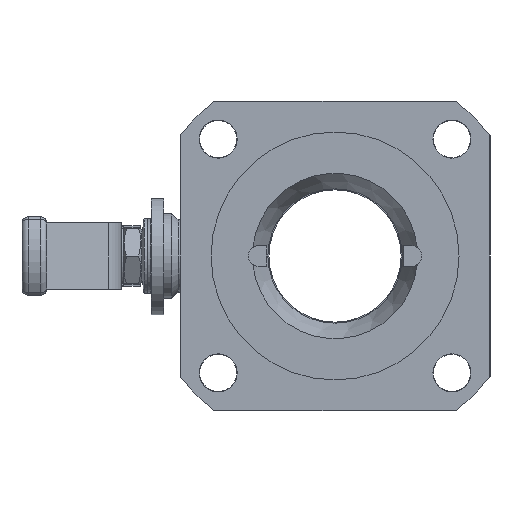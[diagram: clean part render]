
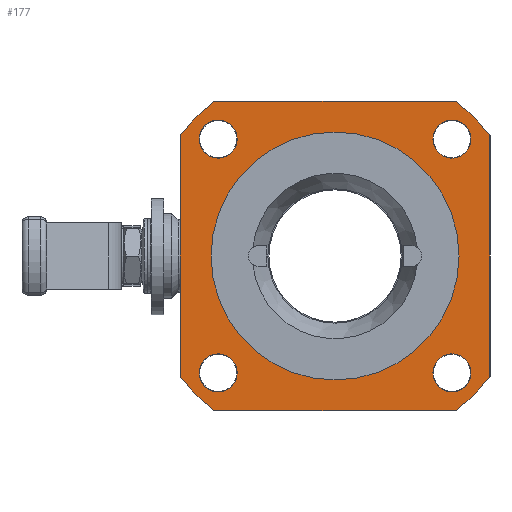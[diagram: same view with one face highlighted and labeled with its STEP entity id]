
A CAD part, left-side view. The second image highlights one B-rep face of the part: STEP entity #177.
In plain terms, the highlighted planar face has unit normal (-1, 0, 0).
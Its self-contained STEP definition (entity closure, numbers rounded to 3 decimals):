
#177=ADVANCED_FACE('',(#2372,#2374,#2376,#2378,#2380,#2382),#2384,.F.);
#2372=FACE_BOUND('',#2373,.T.);
#2373=EDGE_LOOP('',(#4255,#4256,#4257,#4258,#4259,#4260,#4261,#4262));
#2374=FACE_BOUND('',#2375,.T.);
#2375=EDGE_LOOP('',(#4263));
#2376=FACE_BOUND('',#2377,.T.);
#2377=EDGE_LOOP('',(#4264));
#2378=FACE_BOUND('',#2379,.T.);
#2379=EDGE_LOOP('',(#4265));
#2380=FACE_BOUND('',#2381,.T.);
#2381=EDGE_LOOP('',(#4266));
#2382=FACE_BOUND('',#2383,.T.);
#2383=EDGE_LOOP('',(#4267));
#2384=PLANE('',#2385);
#2385=AXIS2_PLACEMENT_3D('',#2386,#2387,#2388);
#2386=CARTESIAN_POINT('',(-60.,0.,0.));
#2387=DIRECTION('',(1.,0.,0.));
#2388=DIRECTION('',(0.,1.,0.));
#4255=ORIENTED_EDGE('',*,*,#5231,.F.);
#4256=ORIENTED_EDGE('',*,*,#5232,.F.);
#4257=ORIENTED_EDGE('',*,*,#5233,.F.);
#4258=ORIENTED_EDGE('',*,*,#5234,.F.);
#4259=ORIENTED_EDGE('',*,*,#5235,.F.);
#4260=ORIENTED_EDGE('',*,*,#5236,.F.);
#4261=ORIENTED_EDGE('',*,*,#5237,.F.);
#4262=ORIENTED_EDGE('',*,*,#5238,.F.);
#4263=ORIENTED_EDGE('',*,*,#5200,.T.);
#4264=ORIENTED_EDGE('',*,*,#5239,.T.);
#4265=ORIENTED_EDGE('',*,*,#5240,.T.);
#4266=ORIENTED_EDGE('',*,*,#5241,.T.);
#4267=ORIENTED_EDGE('',*,*,#5242,.T.);
#5200=EDGE_CURVE('',#5693,#5693,#5694,.F.);
#5231=EDGE_CURVE('',#5755,#5756,#5757,.T.);
#5232=EDGE_CURVE('',#5758,#5755,#5759,.T.);
#5233=EDGE_CURVE('',#5760,#5758,#5761,.T.);
#5234=EDGE_CURVE('',#5762,#5760,#5763,.T.);
#5235=EDGE_CURVE('',#5764,#5762,#5765,.T.);
#5236=EDGE_CURVE('',#5766,#5764,#5767,.T.);
#5237=EDGE_CURVE('',#5768,#5766,#5769,.T.);
#5238=EDGE_CURVE('',#5756,#5768,#5770,.T.);
#5239=EDGE_CURVE('',#5771,#5771,#5772,.F.);
#5240=EDGE_CURVE('',#5773,#5773,#5774,.F.);
#5241=EDGE_CURVE('',#5775,#5775,#5776,.F.);
#5242=EDGE_CURVE('',#5777,#5777,#5778,.F.);
#5693=VERTEX_POINT('',#6541);
#5694=CIRCLE('',#6542,60.);
#5755=VERTEX_POINT('',#6785);
#5756=VERTEX_POINT('',#6786);
#5757=CIRCLE('',#6787,95.);
#5758=VERTEX_POINT('',#6791);
#5759=LINE('',#6792,#6793);
#5760=VERTEX_POINT('',#6795);
#5761=CIRCLE('',#6796,95.);
#5762=VERTEX_POINT('',#6800);
#5763=LINE('',#6801,#6802);
#5764=VERTEX_POINT('',#6804);
#5765=CIRCLE('',#6805,95.);
#5766=VERTEX_POINT('',#6809);
#5767=LINE('',#6810,#6811);
#5768=VERTEX_POINT('',#6813);
#5769=CIRCLE('',#6814,95.);
#5770=LINE('',#6818,#6819);
#5771=VERTEX_POINT('',#6821);
#5772=CIRCLE('',#6822,9.194);
#5773=VERTEX_POINT('',#6826);
#5774=CIRCLE('',#6827,9.194);
#5775=VERTEX_POINT('',#6831);
#5776=CIRCLE('',#6832,9.194);
#5777=VERTEX_POINT('',#6836);
#5778=CIRCLE('',#6837,9.194);
#6541=CARTESIAN_POINT('',(-60.,60.,0.));
#6542=AXIS2_PLACEMENT_3D('',#6543,#6544,#6545);
#6543=CARTESIAN_POINT('',(-60.,0.,0.));
#6544=DIRECTION('',(-1.,0.,-0.));
#6545=DIRECTION('',(0.,1.,0.));
#6785=CARTESIAN_POINT('',(-60.,-58.31,75.));
#6786=CARTESIAN_POINT('',(-60.,-75.,58.31));
#6787=AXIS2_PLACEMENT_3D('',#6788,#6789,#6790);
#6788=CARTESIAN_POINT('',(-60.,0.,0.));
#6789=DIRECTION('',(1.,0.,0.));
#6790=DIRECTION('',(0.,-0.614,0.789));
#6791=CARTESIAN_POINT('',(-60.,58.31,75.));
#6792=CARTESIAN_POINT('',(-60.,58.31,75.));
#6793=VECTOR('',#6794,1.);
#6794=DIRECTION('',(0.,-1.,0.));
#6795=CARTESIAN_POINT('',(-60.,75.,58.31));
#6796=AXIS2_PLACEMENT_3D('',#6797,#6798,#6799);
#6797=CARTESIAN_POINT('',(-60.,0.,0.));
#6798=DIRECTION('',(1.,0.,0.));
#6799=DIRECTION('',(0.,0.789,0.614));
#6800=CARTESIAN_POINT('',(-60.,75.,-58.31));
#6801=CARTESIAN_POINT('',(-60.,75.,-58.31));
#6802=VECTOR('',#6803,1.);
#6803=DIRECTION('',(0.,0.,1.));
#6804=CARTESIAN_POINT('',(-60.,58.31,-75.));
#6805=AXIS2_PLACEMENT_3D('',#6806,#6807,#6808);
#6806=CARTESIAN_POINT('',(-60.,0.,0.));
#6807=DIRECTION('',(1.,0.,0.));
#6808=DIRECTION('',(0.,0.614,-0.789));
#6809=CARTESIAN_POINT('',(-60.,-58.31,-75.));
#6810=CARTESIAN_POINT('',(-60.,-58.31,-75.));
#6811=VECTOR('',#6812,1.);
#6812=DIRECTION('',(0.,1.,0.));
#6813=CARTESIAN_POINT('',(-60.,-75.,-58.31));
#6814=AXIS2_PLACEMENT_3D('',#6815,#6816,#6817);
#6815=CARTESIAN_POINT('',(-60.,0.,0.));
#6816=DIRECTION('',(1.,0.,0.));
#6817=DIRECTION('',(0.,-0.789,-0.614));
#6818=CARTESIAN_POINT('',(-60.,-75.,58.31));
#6819=VECTOR('',#6820,1.);
#6820=DIRECTION('',(0.,0.,-1.));
#6821=CARTESIAN_POINT('',(-60.,56.569,-65.762));
#6822=AXIS2_PLACEMENT_3D('',#6823,#6824,#6825);
#6823=CARTESIAN_POINT('',(-60.,56.569,-56.569));
#6824=DIRECTION('',(-1.,0.,-0.));
#6825=DIRECTION('',(0.,0.,-1.));
#6826=CARTESIAN_POINT('',(-60.,-56.569,-65.762));
#6827=AXIS2_PLACEMENT_3D('',#6828,#6829,#6830);
#6828=CARTESIAN_POINT('',(-60.,-56.569,-56.569));
#6829=DIRECTION('',(-1.,0.,-0.));
#6830=DIRECTION('',(0.,0.,-1.));
#6831=CARTESIAN_POINT('',(-60.,56.569,47.375));
#6832=AXIS2_PLACEMENT_3D('',#6833,#6834,#6835);
#6833=CARTESIAN_POINT('',(-60.,56.569,56.569));
#6834=DIRECTION('',(-1.,0.,-0.));
#6835=DIRECTION('',(0.,0.,-1.));
#6836=CARTESIAN_POINT('',(-60.,-56.569,47.375));
#6837=AXIS2_PLACEMENT_3D('',#6838,#6839,#6840);
#6838=CARTESIAN_POINT('',(-60.,-56.569,56.569));
#6839=DIRECTION('',(-1.,0.,-0.));
#6840=DIRECTION('',(0.,0.,-1.));
